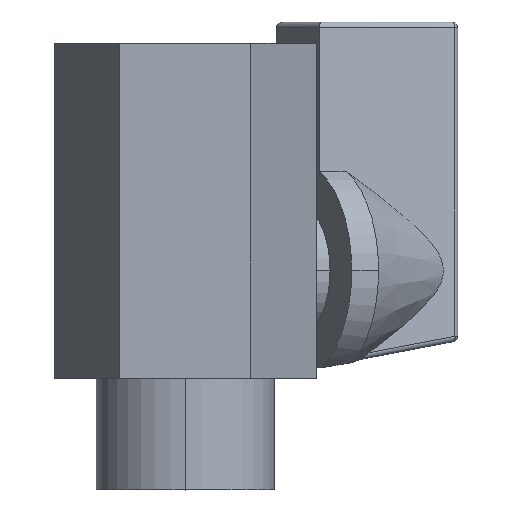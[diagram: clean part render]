
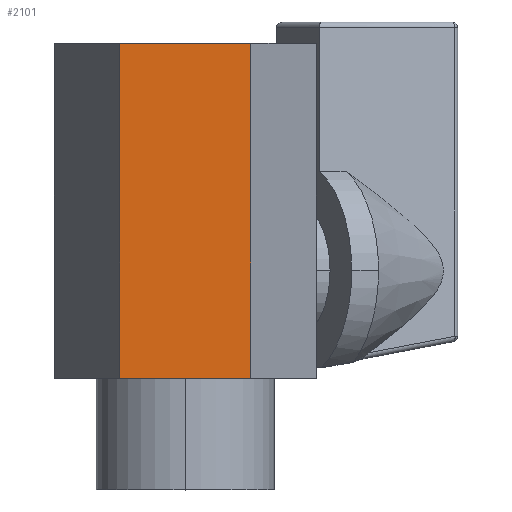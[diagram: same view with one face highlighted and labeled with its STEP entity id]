
A CAD part, top view. The second image highlights one B-rep face of the part: STEP entity #2101.
In plain terms, the highlighted planar face has unit normal (0, 0, 1).
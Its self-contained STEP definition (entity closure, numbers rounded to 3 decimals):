
#47 = AXIS2_PLACEMENT_3D ( 'NONE', #1219, #2553, #340 ) ;
#57 = LINE ( 'NONE', #2401, #572 ) ;
#132 = DIRECTION ( 'NONE',  ( 0., -1., 0. ) ) ;
#278 = LINE ( 'NONE', #799, #1736 ) ;
#340 = DIRECTION ( 'NONE',  ( -1., 0., 0. ) ) ;
#555 = VECTOR ( 'NONE', #1048, 1000. ) ;
#572 = VECTOR ( 'NONE', #832, 1000. ) ;
#686 = LINE ( 'NONE', #2365, #2699 ) ;
#706 = VERTEX_POINT ( 'NONE', #1600 ) ;
#720 = VERTEX_POINT ( 'NONE', #987 ) ;
#799 = CARTESIAN_POINT ( 'NONE',  ( 6.062, 31., 10.5 ) ) ;
#832 = DIRECTION ( 'NONE',  ( 1., 0., 0. ) ) ;
#904 = EDGE_CURVE ( 'NONE', #706, #720, #1820, .T. ) ;
#987 = CARTESIAN_POINT ( 'NONE',  ( 6.062, 31., 10.5 ) ) ;
#1000 = EDGE_CURVE ( 'NONE', #720, #2462, #278, .T. ) ;
#1048 = DIRECTION ( 'NONE',  ( 1., 0., 0. ) ) ;
#1072 = DIRECTION ( 'NONE',  ( 0., -1., 0. ) ) ;
#1073 = EDGE_CURVE ( 'NONE', #706, #1325, #686, .T. ) ;
#1219 = CARTESIAN_POINT ( 'NONE',  ( -6.062, 31., 10.5 ) ) ;
#1325 = VERTEX_POINT ( 'NONE', #1605 ) ;
#1334 = CARTESIAN_POINT ( 'NONE',  ( 6.062, 0., 10.5 ) ) ;
#1391 = ORIENTED_EDGE ( 'NONE', *, *, #1073, .T. ) ;
#1465 = CARTESIAN_POINT ( 'NONE',  ( -6.062, 31., 10.5 ) ) ;
#1600 = CARTESIAN_POINT ( 'NONE',  ( -6.062, 31., 10.5 ) ) ;
#1605 = CARTESIAN_POINT ( 'NONE',  ( -6.062, 0., 10.5 ) ) ;
#1669 = PLANE ( 'NONE',  #47 ) ;
#1736 = VECTOR ( 'NONE', #132, 1000. ) ;
#1820 = LINE ( 'NONE', #1465, #555 ) ;
#1857 = ORIENTED_EDGE ( 'NONE', *, *, #2292, .T. ) ;
#2101 = ADVANCED_FACE ( 'NONE', ( #2249 ), #1669, .F. ) ;
#2249 = FACE_OUTER_BOUND ( 'NONE', #2728, .T. ) ;
#2292 = EDGE_CURVE ( 'NONE', #1325, #2462, #57, .T. ) ;
#2294 = ORIENTED_EDGE ( 'NONE', *, *, #1000, .F. ) ;
#2365 = CARTESIAN_POINT ( 'NONE',  ( -6.062, 31., 10.5 ) ) ;
#2401 = CARTESIAN_POINT ( 'NONE',  ( -6.062, 0., 10.5 ) ) ;
#2415 = ORIENTED_EDGE ( 'NONE', *, *, #904, .F. ) ;
#2462 = VERTEX_POINT ( 'NONE', #1334 ) ;
#2553 = DIRECTION ( 'NONE',  ( 0., 0., -1. ) ) ;
#2699 = VECTOR ( 'NONE', #1072, 1000. ) ;
#2728 = EDGE_LOOP ( 'NONE', ( #1857, #2294, #2415, #1391 ) ) ;
